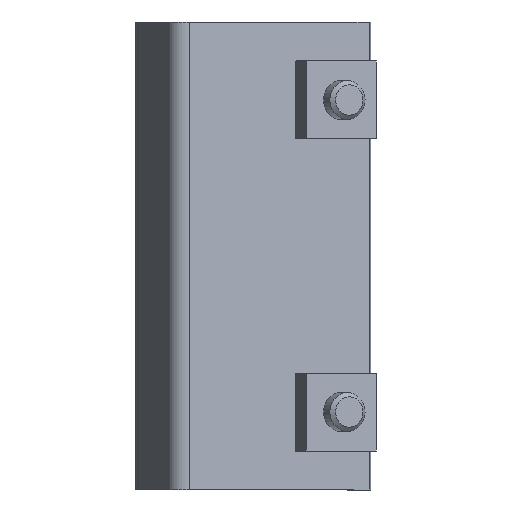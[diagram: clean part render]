
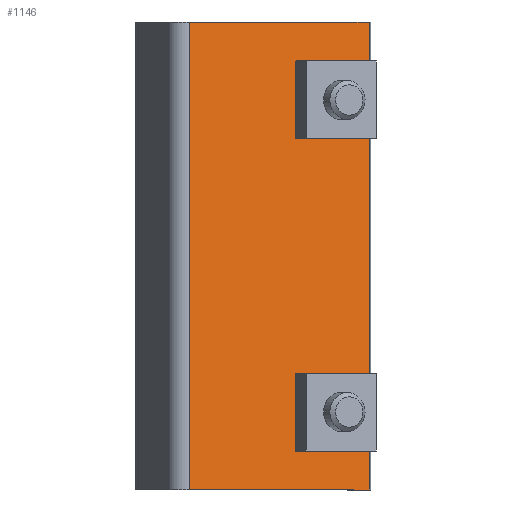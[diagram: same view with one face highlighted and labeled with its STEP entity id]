
A CAD part, front view. The second image highlights one B-rep face of the part: STEP entity #1146.
In plain terms, the highlighted planar face has unit normal (0.434, -0.901, 0).
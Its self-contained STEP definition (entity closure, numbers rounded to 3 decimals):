
#30=LINE('',#1620,#122);
#33=LINE('',#1625,#125);
#35=LINE('',#1629,#127);
#36=LINE('',#1631,#128);
#42=LINE('',#1650,#134);
#45=LINE('',#1655,#137);
#47=LINE('',#1659,#139);
#48=LINE('',#1661,#140);
#74=LINE('',#1797,#166);
#80=LINE('',#1809,#172);
#94=LINE('',#1853,#186);
#95=LINE('',#1854,#187);
#122=VECTOR('',#1318,5.);
#125=VECTOR('',#1323,5.);
#127=VECTOR('',#1327,5.);
#128=VECTOR('',#1330,5.);
#134=VECTOR('',#1346,5.);
#137=VECTOR('',#1351,5.);
#139=VECTOR('',#1355,5.);
#140=VECTOR('',#1358,5.);
#166=VECTOR('',#1458,30.);
#172=VECTOR('',#1468,12.75);
#186=VECTOR('',#1506,12.75);
#187=VECTOR('',#1507,30.);
#253=PLANE('',#1249);
#344=FACE_BOUND('',#503,.T.);
#345=FACE_BOUND('',#504,.T.);
#406=FACE_OUTER_BOUND('',#502,.T.);
#502=EDGE_LOOP('',(#992,#993,#994,#995));
#503=EDGE_LOOP('',(#996,#997,#998,#999));
#504=EDGE_LOOP('',(#1000,#1001,#1002,#1003));
#578=VERTEX_POINT('',#1617);
#579=VERTEX_POINT('',#1619);
#580=VERTEX_POINT('',#1623);
#581=VERTEX_POINT('',#1627);
#588=VERTEX_POINT('',#1647);
#589=VERTEX_POINT('',#1649);
#590=VERTEX_POINT('',#1653);
#591=VERTEX_POINT('',#1657);
#627=VERTEX_POINT('',#1794);
#628=VERTEX_POINT('',#1796);
#632=VERTEX_POINT('',#1808);
#650=VERTEX_POINT('',#1852);
#681=EDGE_CURVE('',#579,#578,#30,.T.);
#684=EDGE_CURVE('',#578,#580,#33,.T.);
#686=EDGE_CURVE('',#580,#581,#35,.T.);
#687=EDGE_CURVE('',#581,#579,#36,.T.);
#695=EDGE_CURVE('',#589,#588,#42,.T.);
#698=EDGE_CURVE('',#588,#590,#45,.T.);
#700=EDGE_CURVE('',#590,#591,#47,.T.);
#701=EDGE_CURVE('',#591,#589,#48,.T.);
#749=EDGE_CURVE('',#627,#628,#74,.T.);
#755=EDGE_CURVE('',#628,#632,#80,.T.);
#775=EDGE_CURVE('',#627,#650,#94,.T.);
#776=EDGE_CURVE('',#632,#650,#95,.T.);
#992=ORIENTED_EDGE('',*,*,#749,.F.);
#993=ORIENTED_EDGE('',*,*,#775,.T.);
#994=ORIENTED_EDGE('',*,*,#776,.F.);
#995=ORIENTED_EDGE('',*,*,#755,.F.);
#996=ORIENTED_EDGE('',*,*,#681,.T.);
#997=ORIENTED_EDGE('',*,*,#684,.T.);
#998=ORIENTED_EDGE('',*,*,#686,.T.);
#999=ORIENTED_EDGE('',*,*,#687,.T.);
#1000=ORIENTED_EDGE('',*,*,#695,.T.);
#1001=ORIENTED_EDGE('',*,*,#698,.T.);
#1002=ORIENTED_EDGE('',*,*,#700,.T.);
#1003=ORIENTED_EDGE('',*,*,#701,.T.);
#1146=ADVANCED_FACE('',(#406,#344,#345),#253,.T.);
#1249=AXIS2_PLACEMENT_3D('',#1851,#1504,#1505);
#1318=DIRECTION('',(0.,0.,1.));
#1323=DIRECTION('',(0.901,0.434,0.));
#1327=DIRECTION('',(0.,0.,-1.));
#1330=DIRECTION('',(-0.901,-0.434,0.));
#1346=DIRECTION('',(0.901,0.434,0.));
#1351=DIRECTION('',(0.,0.,-1.));
#1355=DIRECTION('',(-0.901,-0.434,0.));
#1358=DIRECTION('',(0.,0.,1.));
#1458=DIRECTION('',(0.,0.,-1.));
#1468=DIRECTION('',(-0.901,-0.434,0.));
#1504=DIRECTION('center_axis',(0.434,-0.901,0.));
#1505=DIRECTION('ref_axis',(0.,0.,-1.));
#1506=DIRECTION('',(-0.901,-0.434,0.));
#1507=DIRECTION('',(0.,0.,1.));
#1617=CARTESIAN_POINT('',(1922.914,1117.973,25.302));
#1619=CARTESIAN_POINT('',(1922.914,1117.973,20.302));
#1620=CARTESIAN_POINT('',(1922.914,1117.973,9.052));
#1623=CARTESIAN_POINT('',(1927.419,1120.142,25.302));
#1625=CARTESIAN_POINT('',(1925.653,1119.291,25.302));
#1627=CARTESIAN_POINT('',(1927.419,1120.142,20.302));
#1629=CARTESIAN_POINT('',(1927.419,1120.142,11.552));
#1631=CARTESIAN_POINT('',(1927.905,1120.376,20.302));
#1647=CARTESIAN_POINT('',(1927.419,1120.142,5.302));
#1649=CARTESIAN_POINT('',(1922.914,1117.973,5.302));
#1650=CARTESIAN_POINT('',(1925.653,1119.291,5.302));
#1653=CARTESIAN_POINT('',(1927.419,1120.142,0.302));
#1655=CARTESIAN_POINT('',(1927.419,1120.142,1.552));
#1657=CARTESIAN_POINT('',(1922.914,1117.973,0.302));
#1659=CARTESIAN_POINT('',(1927.905,1120.376,0.302));
#1661=CARTESIAN_POINT('',(1922.914,1117.973,-0.948));
#1794=CARTESIAN_POINT('',(1927.644,1120.25,27.802));
#1796=CARTESIAN_POINT('',(1927.644,1120.25,-2.198));
#1797=CARTESIAN_POINT('',(1927.644,1120.25,12.802));
#1808=CARTESIAN_POINT('',(1916.156,1114.719,-2.198));
#1809=CARTESIAN_POINT('',(1928.392,1120.61,-2.198));
#1851=CARTESIAN_POINT('Origin',(1928.392,1120.61,-2.198));
#1852=CARTESIAN_POINT('',(1916.156,1114.719,27.802));
#1853=CARTESIAN_POINT('',(1928.392,1120.61,27.802));
#1854=CARTESIAN_POINT('',(1916.156,1114.719,-2.198));
